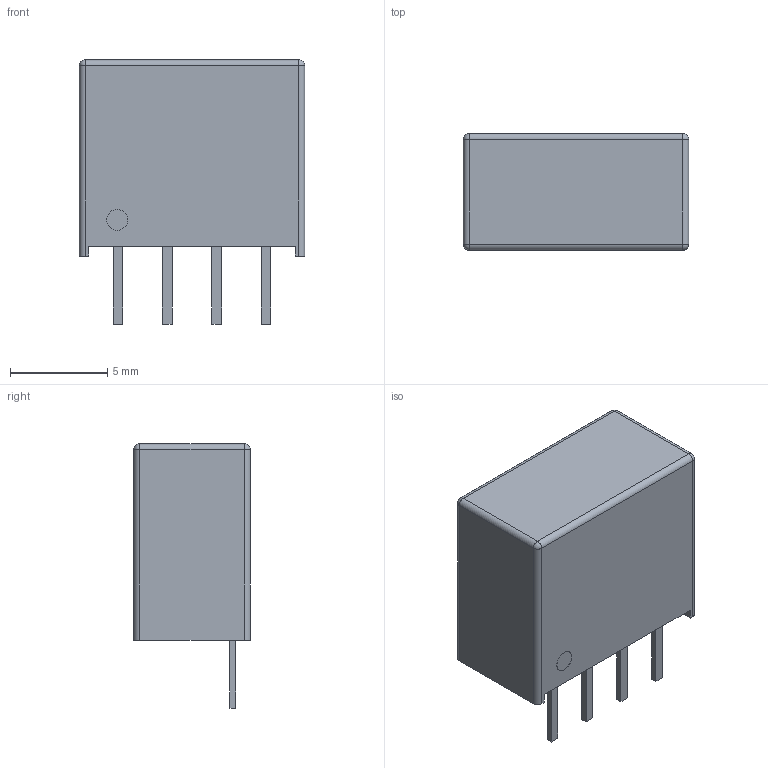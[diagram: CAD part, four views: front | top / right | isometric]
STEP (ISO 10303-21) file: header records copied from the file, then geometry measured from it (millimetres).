
FILE_DESCRIPTION (( 'STEP AP214' ), '1' );
FILE_NAME ('PWRM-TH_BXXXXS-1W.step', '2022-07-09T11:00:50', ( '' ), ( '' ), 'SwSTEP 2.0', 'SolidWorks 2020', '' );
FILE_SCHEMA (( 'AUTOMOTIVE_DESIGN' ));
Length unit declared in the file: millimetre
Products named in the file (1): PWRM-TH_BXXXXS-1W
Bounding box: 11.6 x 6 x 13.6 mm (x, y, z)
Volume: 672.1 mm3; surface area: 506 mm2
Topology: 1 solids, 1 shells, 328 faces, 877 edges, 578 vertices
Faces by surface type: plane 202, bspline 112, cylinder 10, sphere 4
Entity records: 14308 total; most frequent: CARTESIAN_POINT 3884, ORIENTED_EDGE 1746, DIRECTION 1099, EDGE_CURVE 873, LINE 625, VECTOR 625, VERTEX_POINT 578, EDGE_LOOP 359
